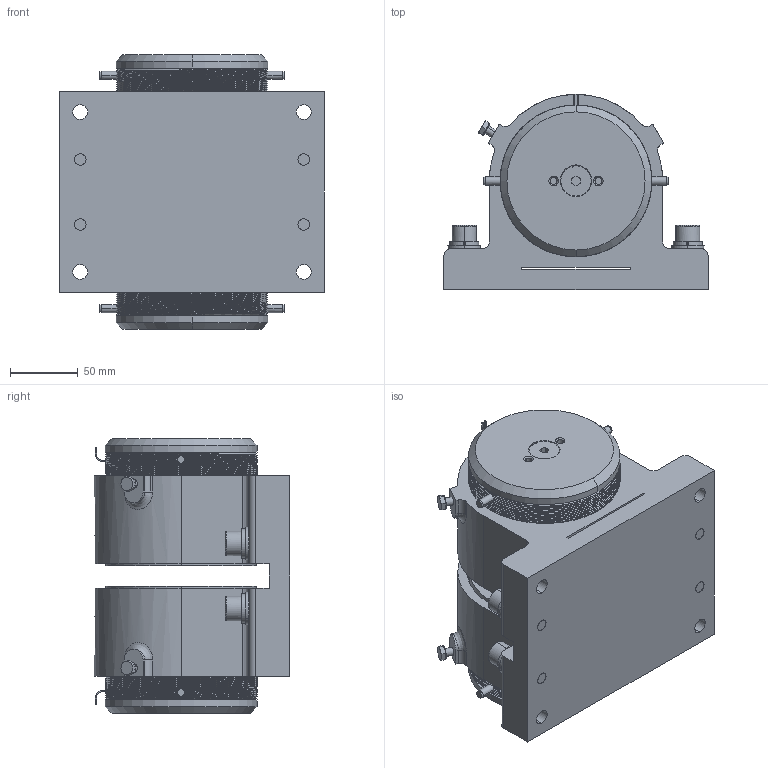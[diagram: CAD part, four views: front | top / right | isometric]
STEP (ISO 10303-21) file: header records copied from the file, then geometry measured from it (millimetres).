
FILE_DESCRIPTION (( 'STEP AP203' ), '1' );
FILE_NAME ('PGDB-100(Web—p).STEP', '2025-12-17T01:21:08', ( '' ), ( '' ), 'SwSTEP 2.0', 'SolidWorks 2024', '' );
FILE_SCHEMA (( 'CONFIG_CONTROL_DESIGN' ));
Products named in the file (1): PGDB-100(Web用)
Bounding box: 195 x 144 x 203 mm (x, y, z)
Volume: 2731441.9 mm3; surface area: 303234.7 mm2
Topology: 1 solids, 1 shells, 664 faces, 1678 edges, 1060 vertices
Faces by surface type: cylinder 238, plane 234, bspline 86, cone 78, torus 28
Entity records: 110963 total; most frequent: CARTESIAN_POINT 95951, ORIENTED_EDGE 3340, DIRECTION 2886, EDGE_CURVE 1670, AXIS2_PLACEMENT_3D 1129, VERTEX_POINT 1060, EDGE_LOOP 736, ADVANCED_FACE 664
